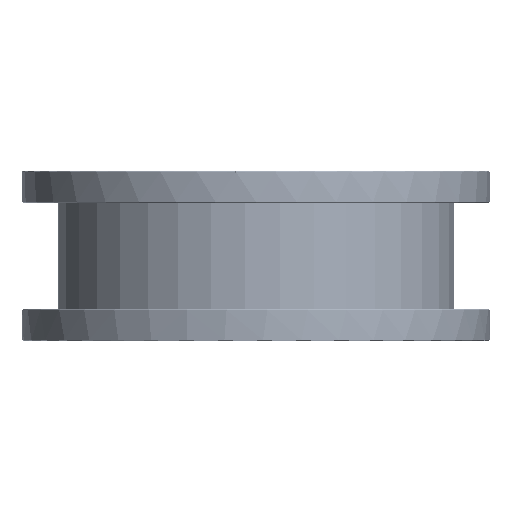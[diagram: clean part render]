
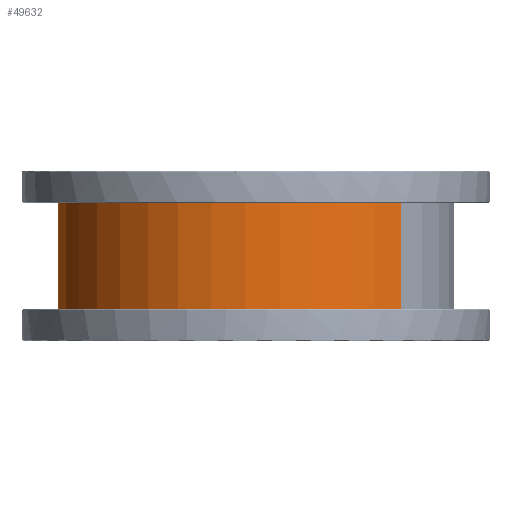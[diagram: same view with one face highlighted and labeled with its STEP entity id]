
A CAD part, front view. The second image highlights one B-rep face of the part: STEP entity #49632.
In plain terms, the highlighted cylindrical face has radius 177.8 mm (diameter 355.6 mm), a partial arc.
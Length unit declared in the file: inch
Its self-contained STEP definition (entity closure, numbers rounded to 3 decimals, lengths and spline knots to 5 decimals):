
#422 = DIRECTION ( 'NONE',  ( 1., 0., 0. ) ) ;
#547 = DIRECTION ( 'NONE',  ( 0., 0., 1. ) ) ;
#626 = CARTESIAN_POINT ( 'NONE',  ( 0., 0., 2.5 ) ) ;
#4326 = CARTESIAN_POINT ( 'NONE',  ( 7., 0., 2.5 ) ) ;
#4559 = EDGE_CURVE ( 'NONE', #11592, #9219, #58328, .T. ) ;
#5053 = EDGE_CURVE ( 'NONE', #9219, #33749, #25425, .T. ) ;
#5508 = ORIENTED_EDGE ( 'NONE', *, *, #5053, .F. ) ;
#8100 = AXIS2_PLACEMENT_3D ( 'NONE', #44166, #43946, #62492 ) ;
#9219 = VERTEX_POINT ( 'NONE', #41435 ) ;
#9850 = DIRECTION ( 'NONE',  ( 0., 0., -1. ) ) ;
#10821 = CARTESIAN_POINT ( 'NONE',  ( 7., 0., -2.5 ) ) ;
#11592 = VERTEX_POINT ( 'NONE', #55745 ) ;
#15979 = EDGE_CURVE ( 'NONE', #15988, #33749, #47252, .T. ) ;
#15988 = VERTEX_POINT ( 'NONE', #49037 ) ;
#18332 = ORIENTED_EDGE ( 'NONE', *, *, #22935, .T. ) ;
#21358 = AXIS2_PLACEMENT_3D ( 'NONE', #626, #547, #422 ) ;
#22935 = EDGE_CURVE ( 'NONE', #11592, #15988, #28870, .T. ) ;
#23042 = VECTOR ( 'NONE', #45360, 39.37008 ) ;
#25425 = LINE ( 'NONE', #4326, #23042 ) ;
#26442 = FACE_OUTER_BOUND ( 'NONE', #36518, .T. ) ;
#27551 = CARTESIAN_POINT ( 'NONE',  ( -7., 0., 2.5 ) ) ;
#28870 = LINE ( 'NONE', #27551, #29210 ) ;
#28933 = DIRECTION ( 'NONE',  ( -1., 0., 0. ) ) ;
#29210 = VECTOR ( 'NONE', #9850, 39.37008 ) ;
#29506 = DIRECTION ( 'NONE',  ( 0., 0., -1. ) ) ;
#30282 = CARTESIAN_POINT ( 'NONE',  ( 0., 0., 2.5 ) ) ;
#31622 = CYLINDRICAL_SURFACE ( 'NONE', #47297, 7. ) ;
#33749 = VERTEX_POINT ( 'NONE', #10821 ) ;
#36518 = EDGE_LOOP ( 'NONE', ( #5508, #59789, #18332, #53088 ) ) ;
#41435 = CARTESIAN_POINT ( 'NONE',  ( 7., 0., 2.5 ) ) ;
#43946 = DIRECTION ( 'NONE',  ( 0., 0., 1. ) ) ;
#44166 = CARTESIAN_POINT ( 'NONE',  ( 0., 0., -2.5 ) ) ;
#45360 = DIRECTION ( 'NONE',  ( 0., 0., -1. ) ) ;
#47252 = CIRCLE ( 'NONE', #8100, 7. ) ;
#47297 = AXIS2_PLACEMENT_3D ( 'NONE', #30282, #29506, #28933 ) ;
#49037 = CARTESIAN_POINT ( 'NONE',  ( -7., 0., -2.5 ) ) ;
#49632 = ADVANCED_FACE ( 'NONE', ( #26442 ), #31622, .T. ) ;
#53088 = ORIENTED_EDGE ( 'NONE', *, *, #15979, .T. ) ;
#55745 = CARTESIAN_POINT ( 'NONE',  ( -7., 0., 2.5 ) ) ;
#58328 = CIRCLE ( 'NONE', #21358, 7. ) ;
#59789 = ORIENTED_EDGE ( 'NONE', *, *, #4559, .F. ) ;
#62492 = DIRECTION ( 'NONE',  ( 1., 0., 0. ) ) ;
